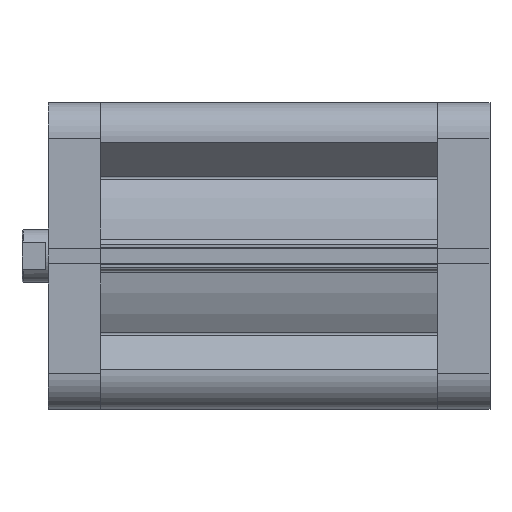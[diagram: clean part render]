
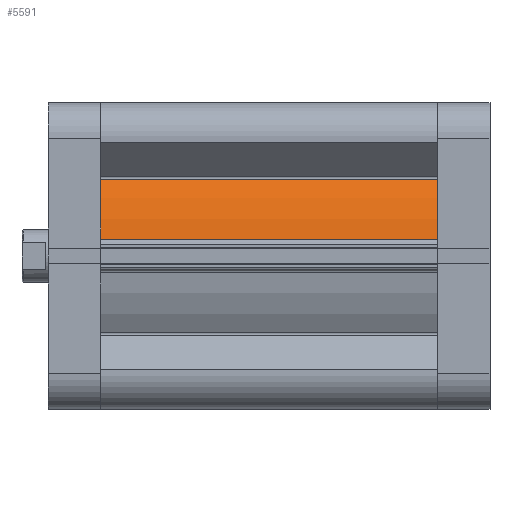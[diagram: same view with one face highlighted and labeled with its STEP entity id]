
A CAD part, front view. The second image highlights one B-rep face of the part: STEP entity #5591.
In plain terms, the highlighted cylindrical face has radius 53.5 mm (diameter 107 mm), a partial arc.
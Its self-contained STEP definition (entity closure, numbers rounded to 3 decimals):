
#490 = VERTEX_POINT ( 'NONE', #4228 ) ;
#543 = VERTEX_POINT ( 'NONE', #4279 ) ;
#589 = VERTEX_POINT ( 'NONE', #4325 ) ;
#918 = VERTEX_POINT ( 'NONE', #4410 ) ;
#1615 = VECTOR ( 'NONE', #10673, 1000. ) ;
#1622 = LINE ( 'NONE', #10662, #1615 ) ;
#1650 = CIRCLE ( 'NONE', #7323, 53.5 ) ;
#1760 = LINE ( 'NONE', #10866, #1761 ) ;
#1761 = VECTOR ( 'NONE', #10867, 1000. ) ;
#1925 = CIRCLE ( 'NONE', #7404, 53.5 ) ;
#2285 = CARTESIAN_POINT ( 'NONE',  ( 0., 0., 127.5 ) ) ;
#2294 = DIRECTION ( 'NONE',  ( 0., 0., 1. ) ) ;
#2295 = DIRECTION ( 'NONE',  ( 1., 0., 0. ) ) ;
#2680 = EDGE_LOOP ( 'NONE', ( #6105, #6080, #6083, #6085 ) ) ;
#4228 = CARTESIAN_POINT ( 'NONE',  ( 6.135, -53.147, 0. ) ) ;
#4279 = CARTESIAN_POINT ( 'NONE',  ( 28.996, -44.961, 0. ) ) ;
#4325 = CARTESIAN_POINT ( 'NONE',  ( 28.996, -44.961, 127.5 ) ) ;
#4410 = CARTESIAN_POINT ( 'NONE',  ( 6.135, -53.147, 127.5 ) ) ;
#5048 = DIRECTION ( 'NONE',  ( -1., 0., 0. ) ) ;
#5049 = DIRECTION ( 'NONE',  ( 0., 0., -1. ) ) ;
#5050 = CARTESIAN_POINT ( 'NONE',  ( 0., 0., 127.5 ) ) ;
#5591 = ADVANCED_FACE ( 'NONE', ( #7426 ), #7429, .T. ) ;
#6080 = ORIENTED_EDGE ( 'NONE', *, *, #10981, .T. ) ;
#6083 = ORIENTED_EDGE ( 'NONE', *, *, #11175, .F. ) ;
#6085 = ORIENTED_EDGE ( 'NONE', *, *, #11061, .T. ) ;
#6105 = ORIENTED_EDGE ( 'NONE', *, *, #10997, .T. ) ;
#6830 = AXIS2_PLACEMENT_3D ( 'NONE', #5050, #5049, #5048 ) ;
#7323 = AXIS2_PLACEMENT_3D ( 'NONE', #10704, #10712, #10713 ) ;
#7404 = AXIS2_PLACEMENT_3D ( 'NONE', #2285, #2294, #2295 ) ;
#7426 = FACE_OUTER_BOUND ( 'NONE', #2680, .T. ) ;
#7429 = CYLINDRICAL_SURFACE ( 'NONE', #6830, 53.5 ) ;
#10662 = CARTESIAN_POINT ( 'NONE',  ( 28.996, -44.961, 127.5 ) ) ;
#10673 = DIRECTION ( 'NONE',  ( 0., 0., 1. ) ) ;
#10704 = CARTESIAN_POINT ( 'NONE',  ( 0., 0., 0. ) ) ;
#10712 = DIRECTION ( 'NONE',  ( 0., 0., 1. ) ) ;
#10713 = DIRECTION ( 'NONE',  ( 1., 0., 0. ) ) ;
#10866 = CARTESIAN_POINT ( 'NONE',  ( 6.135, -53.147, 127.5 ) ) ;
#10867 = DIRECTION ( 'NONE',  ( 0., 0., -1. ) ) ;
#10981 = EDGE_CURVE ( 'NONE', #543, #589, #1622, .T. ) ;
#10997 = EDGE_CURVE ( 'NONE', #490, #543, #1650, .T. ) ;
#11061 = EDGE_CURVE ( 'NONE', #918, #490, #1760, .T. ) ;
#11175 = EDGE_CURVE ( 'NONE', #918, #589, #1925, .T. ) ;
